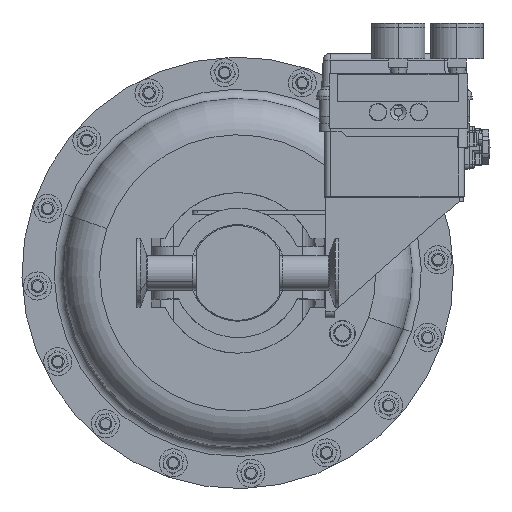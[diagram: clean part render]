
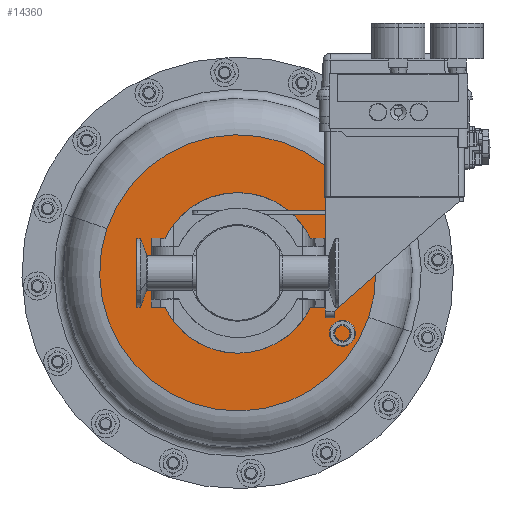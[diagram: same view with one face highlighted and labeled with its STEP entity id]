
A CAD part, front view. The second image highlights one B-rep face of the part: STEP entity #14360.
In plain terms, the highlighted planar face has unit normal (0, -1, 0).
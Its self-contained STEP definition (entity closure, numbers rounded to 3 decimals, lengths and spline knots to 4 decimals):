
#4230 = AXIS2_PLACEMENT_3D ( 'NONE', #5267, #13671, #46976 ) ;
#5267 = CARTESIAN_POINT ( 'NONE',  ( -1.2858, 10.4865, -3.7877 ) ) ;
#10682 = ORIENTED_EDGE ( 'NONE', *, *, #91867, .F. ) ;
#12566 = PLANE ( 'NONE',  #4230 ) ;
#13437 = ORIENTED_EDGE ( 'NONE', *, *, #64587, .F. ) ;
#13671 = DIRECTION ( 'NONE',  ( 0., -1., 0. ) ) ;
#14360 = ADVANCED_FACE ( 'NONE', ( #31315 ), #12566, .T. ) ;
#18490 = CARTESIAN_POINT ( 'NONE',  ( -3.7877, 10.4865, 1.2858 ) ) ;
#25754 = VERTEX_POINT ( 'NONE', #60341 ) ;
#27566 = DIRECTION ( 'NONE',  ( 0.947, 0., -0.321 ) ) ;
#31315 = FACE_OUTER_BOUND ( 'NONE', #46150, .T. ) ;
#38691 = DIRECTION ( 'NONE',  ( 0.947, 0., -0.321 ) ) ;
#46150 = EDGE_LOOP ( 'NONE', ( #10682, #13437 ) ) ;
#46976 = DIRECTION ( 'NONE',  ( -0.947, 0., 0.321 ) ) ;
#53629 = CARTESIAN_POINT ( 'NONE',  ( 0., 10.4865, 0. ) ) ;
#56769 = CIRCLE ( 'NONE', #85898, 4. ) ;
#60341 = CARTESIAN_POINT ( 'NONE',  ( 3.7877, 10.4865, -1.2858 ) ) ;
#62663 = CARTESIAN_POINT ( 'NONE',  ( 0., 10.4865, 0. ) ) ;
#64587 = EDGE_CURVE ( 'NONE', #99127, #25754, #94914, .T. ) ;
#79366 = AXIS2_PLACEMENT_3D ( 'NONE', #53629, #85202, #27566 ) ;
#85202 = DIRECTION ( 'NONE',  ( 0., 1., 0. ) ) ;
#85898 = AXIS2_PLACEMENT_3D ( 'NONE', #62663, #87321, #38691 ) ;
#87321 = DIRECTION ( 'NONE',  ( 0., 1., 0. ) ) ;
#91867 = EDGE_CURVE ( 'NONE', #25754, #99127, #56769, .T. ) ;
#94914 = CIRCLE ( 'NONE', #79366, 4. ) ;
#99127 = VERTEX_POINT ( 'NONE', #18490 ) ;
